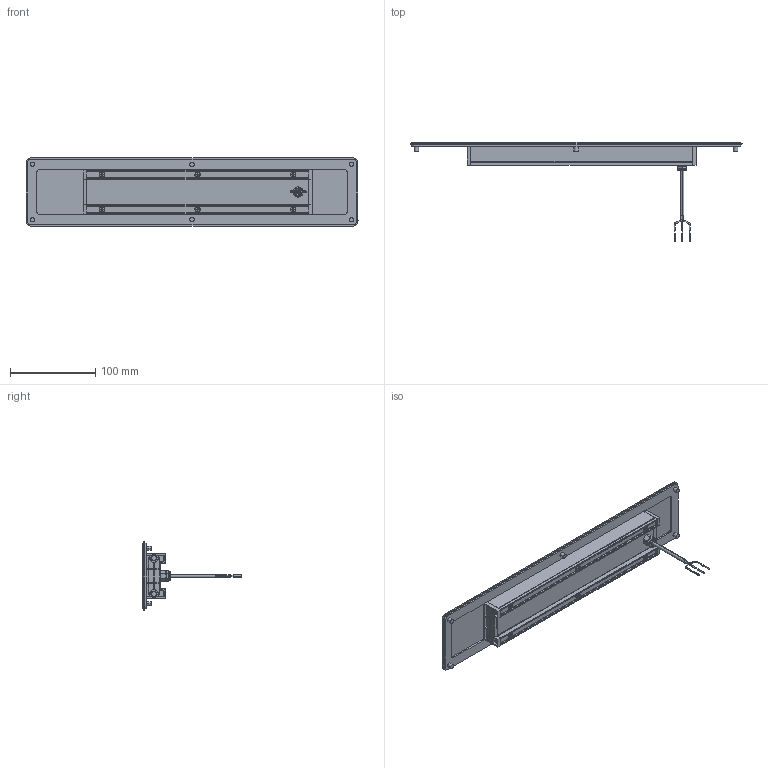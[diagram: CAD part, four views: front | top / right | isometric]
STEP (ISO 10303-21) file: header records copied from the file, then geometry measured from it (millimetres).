
FILE_DESCRIPTION (( 'STEP AP203' ), '1' );
FILE_NAME ('6_LF3D-F1B[1][2]B05M_rev0.0.STEP', '2021-03-25T04:39:38', ( '' ), ( '' ), 'SwSTEP 2.0', 'SolidWorks 2019', '' );
FILE_SCHEMA (( 'CONFIG_CONTROL_DESIGN' ));
Length unit declared in the file: millimetre
Products named in the file (6): LF3D-S-CABLE-3C_蹬怮椔; LF-CABLE-GLAND-M8x1_蹬怮椔; HSCS-M5x10_蹬怮椔; 6_LF3D-F1B[1][2]B05M_rev0.0; LF3D-F1-BODY-B0_蹬怮椔; LF3D-F-SIDE_CV-B_蹬怮椔
Assembly tree (11 placements, depth 2):
  6_LF3D-F1B[1][2]B05M_rev0.0
    LF3D-F1-BODY-B0_蹬怮椔
    LF3D-F-SIDE_CV-B_蹬怮椔  x2
    LF3D-S-CABLE-3C_蹬怮椔
    LF-CABLE-GLAND-M8x1_蹬怮椔
    HSCS-M5x10_蹬怮椔  x6
Bounding box: 389 x 116.42 x 80 mm (x, y, z)
Volume: 372759.2 mm3; surface area: 98034.4 mm2
Topology: 11 solids, 11 shells, 720 faces, 1805 edges, 1161 vertices
Faces by surface type: plane 408, cylinder 208, cone 80, sphere 12, bspline 12
Entity records: 18796 total; most frequent: CARTESIAN_POINT 3742, DIRECTION 3102, ORIENTED_EDGE 2926, EDGE_CURVE 1463, AXIS2_PLACEMENT_3D 1120, VERTEX_POINT 941, LINE 862, VECTOR 862
